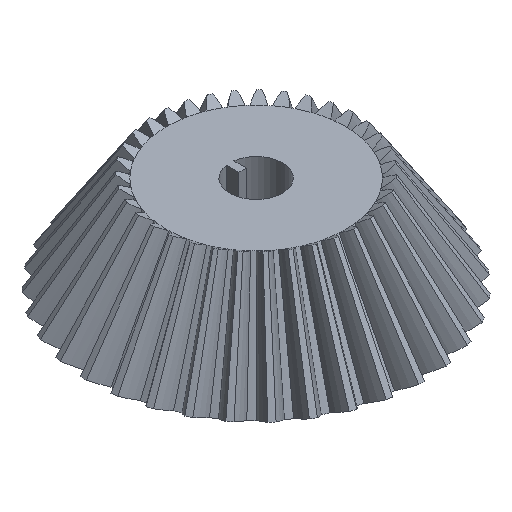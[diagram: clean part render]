
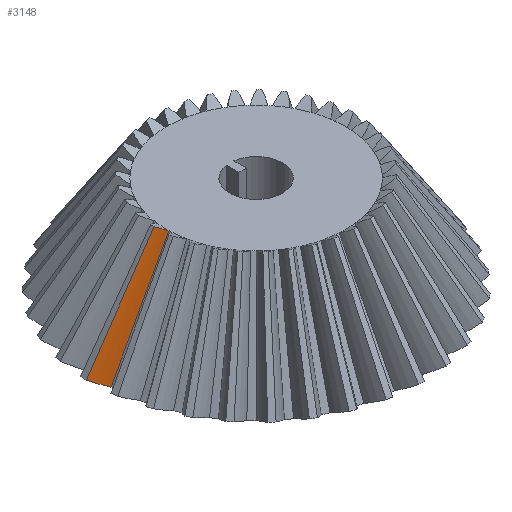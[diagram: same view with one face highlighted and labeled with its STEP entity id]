
A CAD part, isometric view. The second image highlights one B-rep face of the part: STEP entity #3148.
In plain terms, the highlighted free-form (B-spline) face has degree [3, 3] with [4, 4] control points.
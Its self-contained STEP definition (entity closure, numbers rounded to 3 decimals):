
#68=B_SPLINE_SURFACE_WITH_KNOTS('',3,3,((#7171,#7172,#7173,#7174),(#7175,
#7176,#7177,#7178),(#7179,#7180,#7181,#7182),(#7183,#7184,#7185,#7186)),
 .UNSPECIFIED.,.F.,.F.,.F.,(4,4),(4,4),(0.225,0.931),
(0.,0.993),.UNSPECIFIED.);
#135=B_SPLINE_CURVE_WITH_KNOTS('',3,(#4761,#4762,#4763,#4764,#4765,#4766),
 .UNSPECIFIED.,.F.,.F.,(4,2,4),(0.,4.045,8.025),
 .UNSPECIFIED.);
#313=B_SPLINE_CURVE_WITH_KNOTS('',3,(#7114,#7115,#7116,#7117),
 .UNSPECIFIED.,.F.,.F.,(4,4),(0.162,1.59),
 .UNSPECIFIED.);
#315=B_SPLINE_CURVE_WITH_KNOTS('',3,(#7126,#7127,#7128,#7129,#7130,#7131),
 .UNSPECIFIED.,.F.,.F.,(4,2,4),(0.,4.048,8.024),
 .UNSPECIFIED.);
#317=B_SPLINE_CURVE_WITH_KNOTS('',3,(#7141,#7142,#7143,#7144,#7145,#7146,
#7147),.UNSPECIFIED.,.F.,.F.,(4,3,4),(0.213,0.595,
1.067),.UNSPECIFIED.);
#895=FACE_OUTER_BOUND('',#1113,.T.);
#1113=EDGE_LOOP('',(#2804,#2805,#2806,#2807));
#1278=VERTEX_POINT('',#4759);
#1279=VERTEX_POINT('',#4760);
#1426=VERTEX_POINT('',#7113);
#1428=VERTEX_POINT('',#7125);
#1570=EDGE_CURVE('',#1278,#1279,#135,.T.);
#1892=EDGE_CURVE('',#1279,#1426,#313,.T.);
#1895=EDGE_CURVE('',#1426,#1428,#315,.T.);
#1898=EDGE_CURVE('',#1428,#1278,#317,.T.);
#2804=ORIENTED_EDGE('',*,*,#1892,.F.);
#2805=ORIENTED_EDGE('',*,*,#1570,.F.);
#2806=ORIENTED_EDGE('',*,*,#1898,.F.);
#2807=ORIENTED_EDGE('',*,*,#1895,.F.);
#3148=ADVANCED_FACE('',(#895),#68,.T.);
#4759=CARTESIAN_POINT('',(-59.335,-1.386,-104.918));
#4760=CARTESIAN_POINT('',(-98.839,-2.26,-174.767));
#4761=CARTESIAN_POINT('Ctrl Pts',(-59.335,-1.386,-104.918));
#4762=CARTESIAN_POINT('Ctrl Pts',(-65.972,-1.533,-116.653));
#4763=CARTESIAN_POINT('Ctrl Pts',(-72.609,-1.68,-128.389));
#4764=CARTESIAN_POINT('Ctrl Pts',(-85.777,-1.971,-151.672));
#4765=CARTESIAN_POINT('Ctrl Pts',(-92.308,-2.115,-163.22));
#4766=CARTESIAN_POINT('Ctrl Pts',(-98.839,-2.26,-174.767));
#7113=CARTESIAN_POINT('',(-110.073,2.97,-167.86));
#7114=CARTESIAN_POINT('Ctrl Pts',(-98.839,-2.26,-174.767));
#7115=CARTESIAN_POINT('Ctrl Pts',(-102.788,-1.165,-172.358));
#7116=CARTESIAN_POINT('Ctrl Pts',(-106.581,0.597,-170.043));
#7117=CARTESIAN_POINT('Ctrl Pts',(-110.073,2.97,-167.86));
#7125=CARTESIAN_POINT('',(-66.082,1.714,-100.771));
#7126=CARTESIAN_POINT('Ctrl Pts',(-110.073,2.97,-167.86));
#7127=CARTESIAN_POINT('Ctrl Pts',(-102.676,2.759,-156.579));
#7128=CARTESIAN_POINT('Ctrl Pts',(-95.278,2.548,-145.297));
#7129=CARTESIAN_POINT('Ctrl Pts',(-80.614,2.129,-122.934));
#7130=CARTESIAN_POINT('Ctrl Pts',(-73.348,1.921,-111.853));
#7131=CARTESIAN_POINT('Ctrl Pts',(-66.082,1.714,-100.771));
#7141=CARTESIAN_POINT('Ctrl Pts',(-66.082,1.714,-100.771));
#7142=CARTESIAN_POINT('Ctrl Pts',(-65.144,1.084,-101.357));
#7143=CARTESIAN_POINT('Ctrl Pts',(-64.169,0.526,-101.959));
#7144=CARTESIAN_POINT('Ctrl Pts',(-63.165,0.044,
-102.576));
#7145=CARTESIAN_POINT('Ctrl Pts',(-61.924,-0.551,
-103.338));
#7146=CARTESIAN_POINT('Ctrl Pts',(-60.643,-1.03,-104.12));
#7147=CARTESIAN_POINT('Ctrl Pts',(-59.335,-1.386,-104.918));
#7171=CARTESIAN_POINT('Ctrl Pts',(-110.148,2.972,-167.975));
#7172=CARTESIAN_POINT('Ctrl Pts',(-95.495,2.577,-145.552));
#7173=CARTESIAN_POINT('Ctrl Pts',(-80.843,2.182,-123.129));
#7174=CARTESIAN_POINT('Ctrl Pts',(-66.19,1.786,-100.706));
#7175=CARTESIAN_POINT('Ctrl Pts',(-106.564,0.569,-170.107));
#7176=CARTESIAN_POINT('Ctrl Pts',(-92.388,0.493,-147.4));
#7177=CARTESIAN_POINT('Ctrl Pts',(-78.212,0.417,-124.694));
#7178=CARTESIAN_POINT('Ctrl Pts',(-64.037,0.342,-101.988));
#7179=CARTESIAN_POINT('Ctrl Pts',(-102.684,-1.216,-172.438));
#7180=CARTESIAN_POINT('Ctrl Pts',(-89.024,-1.054,-149.421));
#7181=CARTESIAN_POINT('Ctrl Pts',(-75.365,-0.892,
-126.405));
#7182=CARTESIAN_POINT('Ctrl Pts',(-61.705,-0.731,
-103.388));
#7183=CARTESIAN_POINT('Ctrl Pts',(-98.674,-2.305,-174.867));
#7184=CARTESIAN_POINT('Ctrl Pts',(-85.548,-1.998,-151.528));
#7185=CARTESIAN_POINT('Ctrl Pts',(-72.422,-1.692,-128.188));
#7186=CARTESIAN_POINT('Ctrl Pts',(-59.296,-1.385,-104.848));
